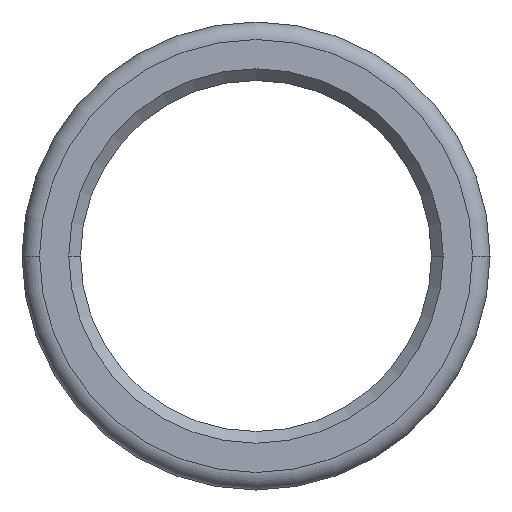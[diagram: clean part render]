
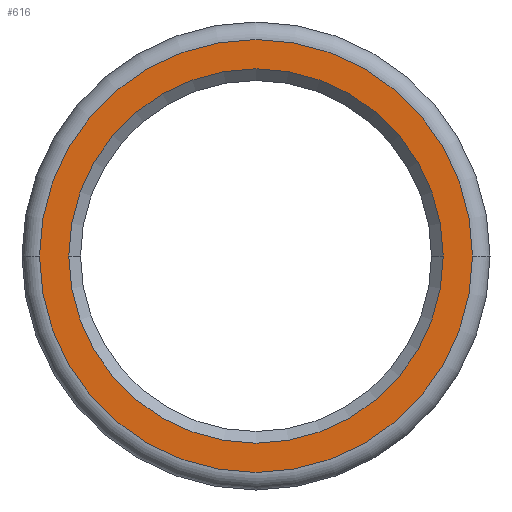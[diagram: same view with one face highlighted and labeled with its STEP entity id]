
A CAD part, front view. The second image highlights one B-rep face of the part: STEP entity #616.
In plain terms, the highlighted planar face has unit normal (0, -1, 0).
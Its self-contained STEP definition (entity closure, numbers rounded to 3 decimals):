
#172=CARTESIAN_POINT('',(0.,-37.5,0.));
#173=DIRECTION('',(0.,-1.,0.));
#174=DIRECTION('',(-1.,0.,0.));
#175=AXIS2_PLACEMENT_3D('',#172,#173,#174);
#177=CARTESIAN_POINT('',(0.,-37.5,0.));
#178=DIRECTION('',(0.,-1.,0.));
#179=DIRECTION('',(1.,0.,0.));
#180=AXIS2_PLACEMENT_3D('',#177,#178,#179);
#182=CARTESIAN_POINT('',(0.,-37.5,
0.));
#183=DIRECTION('',(0.,1.,0.));
#184=DIRECTION('',(1.,0.,0.));
#185=AXIS2_PLACEMENT_3D('',#182,#183,#184);
#187=CARTESIAN_POINT('',(0.,-37.5,0.));
#188=DIRECTION('',(0.,1.,0.));
#189=DIRECTION('',(-1.,0.,0.));
#190=AXIS2_PLACEMENT_3D('',#187,#188,#189);
#317=CARTESIAN_POINT('',(-3.7,-37.5,0.));
#318=CARTESIAN_POINT('',(3.7,-37.5,0.));
#319=VERTEX_POINT('',#317);
#320=VERTEX_POINT('',#318);
#333=CARTESIAN_POINT('',(3.2,-37.5,0.));
#334=CARTESIAN_POINT('',(-3.2,-37.5,0.));
#335=VERTEX_POINT('',#333);
#336=VERTEX_POINT('',#334);
#600=CARTESIAN_POINT('',(0.,-37.5,0.));
#601=DIRECTION('',(0.,1.,0.));
#602=DIRECTION('',(0.,0.,1.));
#603=AXIS2_PLACEMENT_3D('',#600,#601,#602);
#604=PLANE('',#603);
#605=ORIENTED_EDGE('',*,*,#590,.F.);
#607=ORIENTED_EDGE('',*,*,#606,.F.);
#608=EDGE_LOOP('',(#605,#607));
#609=FACE_OUTER_BOUND('',#608,.F.);
#611=ORIENTED_EDGE('',*,*,#610,.F.);
#613=ORIENTED_EDGE('',*,*,#612,.F.);
#614=EDGE_LOOP('',(#611,#613));
#615=FACE_BOUND('',#614,.F.);
#616=ADVANCED_FACE('',(#609,#615),#604,.F.);
#176=CIRCLE('',#175,3.7);
#181=CIRCLE('',#180,3.7);
#186=CIRCLE('',#185,3.2);
#191=CIRCLE('',#190,3.2);
#590=EDGE_CURVE('',#319,#320,#176,.T.);
#606=EDGE_CURVE('',#320,#319,#181,.T.);
#610=EDGE_CURVE('',#335,#336,#186,.T.);
#612=EDGE_CURVE('',#336,#335,#191,.T.);
